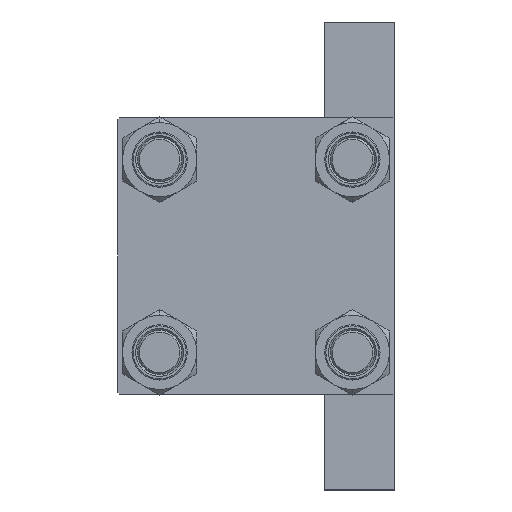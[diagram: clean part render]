
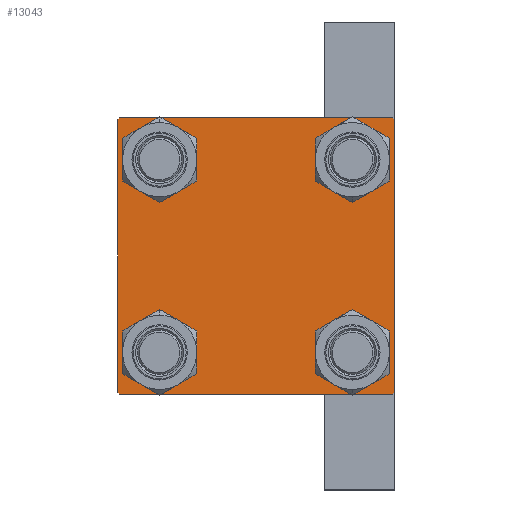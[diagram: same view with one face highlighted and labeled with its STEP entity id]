
A CAD part, left-side view. The second image highlights one B-rep face of the part: STEP entity #13043.
In plain terms, the highlighted planar face has unit normal (-1, 0, 0).
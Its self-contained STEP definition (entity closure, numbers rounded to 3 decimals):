
#152 = CIRCLE ( 'NONE', #6763, 6.5 ) ;
#812 = AXIS2_PLACEMENT_3D ( 'NONE', #7449, #3317, #50006 ) ;
#1078 = ORIENTED_EDGE ( 'NONE', *, *, #38108, .T. ) ;
#1523 = VECTOR ( 'NONE', #43692, 1000. ) ;
#1659 = EDGE_CURVE ( 'NONE', #32882, #7568, #45511, .T. ) ;
#1922 = ORIENTED_EDGE ( 'NONE', *, *, #1659, .T. ) ;
#2268 = EDGE_CURVE ( 'NONE', #22994, #45317, #42099, .T. ) ;
#2900 = DIRECTION ( 'NONE',  ( 1., 0., 0. ) ) ;
#3020 = CARTESIAN_POINT ( 'NONE',  ( 0., -26.15, 32.65 ) ) ;
#3059 = VERTEX_POINT ( 'NONE', #23333 ) ;
#3212 = FACE_BOUND ( 'NONE', #28762, .T. ) ;
#3317 = DIRECTION ( 'NONE',  ( 1., 0., 0. ) ) ;
#3513 = CARTESIAN_POINT ( 'NONE',  ( 0., -37.25, -37.25 ) ) ;
#4333 = AXIS2_PLACEMENT_3D ( 'NONE', #10669, #50606, #34545 ) ;
#6419 = DIRECTION ( 'NONE',  ( 0., 0., 1. ) ) ;
#6763 = AXIS2_PLACEMENT_3D ( 'NONE', #6778, #2900, #18708 ) ;
#6778 = CARTESIAN_POINT ( 'NONE',  ( 0., -26.15, 26.15 ) ) ;
#7005 = EDGE_CURVE ( 'NONE', #48012, #50542, #45412, .T. ) ;
#7097 = FACE_OUTER_BOUND ( 'NONE', #46982, .T. ) ;
#7449 = CARTESIAN_POINT ( 'NONE',  ( 0., -26.15, 26.15 ) ) ;
#7537 = CARTESIAN_POINT ( 'NONE',  ( 0., 26.15, 26.15 ) ) ;
#7568 = VERTEX_POINT ( 'NONE', #39352 ) ;
#7618 = ORIENTED_EDGE ( 'NONE', *, *, #40992, .T. ) ;
#7716 = EDGE_LOOP ( 'NONE', ( #29151, #7618 ) ) ;
#8437 = DIRECTION ( 'NONE',  ( 1., 0., 0. ) ) ;
#8697 = VERTEX_POINT ( 'NONE', #43756 ) ;
#8734 = LINE ( 'NONE', #36487, #35486 ) ;
#9567 = ORIENTED_EDGE ( 'NONE', *, *, #43191, .F. ) ;
#10045 = DIRECTION ( 'NONE',  ( 1., 0., 0. ) ) ;
#10336 = VERTEX_POINT ( 'NONE', #49796 ) ;
#10589 = EDGE_CURVE ( 'NONE', #8697, #48730, #40779, .T. ) ;
#10669 = CARTESIAN_POINT ( 'NONE',  ( 0., 26.15, -26.15 ) ) ;
#10865 = CARTESIAN_POINT ( 'NONE',  ( 0., -37.5, -37. ) ) ;
#11151 = VERTEX_POINT ( 'NONE', #45156 ) ;
#11338 = AXIS2_PLACEMENT_3D ( 'NONE', #7537, #23360, #19729 ) ;
#11461 = CARTESIAN_POINT ( 'NONE',  ( 0., 37.5, 37.5 ) ) ;
#11561 = DIRECTION ( 'NONE',  ( 0., 0., -1. ) ) ;
#12073 = CARTESIAN_POINT ( 'NONE',  ( 0., -26.15, -26.15 ) ) ;
#12687 = EDGE_CURVE ( 'NONE', #15106, #10336, #13926, .T. ) ;
#13043 = ADVANCED_FACE ( 'NONE', ( #29692, #42629, #34593, #3212, #7097 ), #29941, .T. ) ;
#13674 = DIRECTION ( 'NONE',  ( 0., 0.707, 0.707 ) ) ;
#13926 = LINE ( 'NONE', #36507, #32547 ) ;
#14328 = DIRECTION ( 'NONE',  ( 1., 0., 0. ) ) ;
#14350 = CARTESIAN_POINT ( 'NONE',  ( 0., 37.25, 37.25 ) ) ;
#15103 = VERTEX_POINT ( 'NONE', #33519 ) ;
#15106 = VERTEX_POINT ( 'NONE', #30124 ) ;
#15673 = CARTESIAN_POINT ( 'NONE',  ( 0., 37.25, -37.25 ) ) ;
#17527 = EDGE_CURVE ( 'NONE', #18409, #11151, #41686, .T. ) ;
#17979 = CIRCLE ( 'NONE', #20459, 6.5 ) ;
#17991 = DIRECTION ( 'NONE',  ( 0., 0.707, -0.707 ) ) ;
#18007 = CARTESIAN_POINT ( 'NONE',  ( 0., 0., 0. ) ) ;
#18409 = VERTEX_POINT ( 'NONE', #49739 ) ;
#18471 = AXIS2_PLACEMENT_3D ( 'NONE', #46848, #46334, #27137 ) ;
#18708 = DIRECTION ( 'NONE',  ( 0., 0., 1. ) ) ;
#19399 = CIRCLE ( 'NONE', #30176, 6.5 ) ;
#19729 = DIRECTION ( 'NONE',  ( 0., 0., 1. ) ) ;
#20459 = AXIS2_PLACEMENT_3D ( 'NONE', #12073, #8437, #27898 ) ;
#20721 = ORIENTED_EDGE ( 'NONE', *, *, #26039, .T. ) ;
#21461 = VERTEX_POINT ( 'NONE', #10865 ) ;
#21807 = CARTESIAN_POINT ( 'NONE',  ( 0., 26.15, 19.65 ) ) ;
#21886 = CARTESIAN_POINT ( 'NONE',  ( 0., -37., -37.5 ) ) ;
#22154 = ORIENTED_EDGE ( 'NONE', *, *, #37764, .T. ) ;
#22724 = EDGE_LOOP ( 'NONE', ( #1922, #20721 ) ) ;
#22730 = LINE ( 'NONE', #23502, #30317 ) ;
#22972 = ORIENTED_EDGE ( 'NONE', *, *, #40564, .T. ) ;
#22994 = VERTEX_POINT ( 'NONE', #42480 ) ;
#23068 = ORIENTED_EDGE ( 'NONE', *, *, #2268, .T. ) ;
#23329 = ORIENTED_EDGE ( 'NONE', *, *, #10589, .T. ) ;
#23333 = CARTESIAN_POINT ( 'NONE',  ( 0., -26.15, -19.65 ) ) ;
#23360 = DIRECTION ( 'NONE',  ( 1., 0., 0. ) ) ;
#23399 = ORIENTED_EDGE ( 'NONE', *, *, #26712, .T. ) ;
#23502 = CARTESIAN_POINT ( 'NONE',  ( 0., -37.5, 37.5 ) ) ;
#24814 = DIRECTION ( 'NONE',  ( 0., -1., 0. ) ) ;
#25457 = CARTESIAN_POINT ( 'NONE',  ( 0., 37.5, -37.5 ) ) ;
#26039 = EDGE_CURVE ( 'NONE', #7568, #32882, #152, .T. ) ;
#26712 = EDGE_CURVE ( 'NONE', #11151, #18409, #46555, .T. ) ;
#26970 = VECTOR ( 'NONE', #43104, 1000. ) ;
#27137 = DIRECTION ( 'NONE',  ( 0., 0., 1. ) ) ;
#27359 = VECTOR ( 'NONE', #42031, 1000. ) ;
#27787 = VECTOR ( 'NONE', #39276, 1000. ) ;
#27874 = LINE ( 'NONE', #3513, #1523 ) ;
#27898 = DIRECTION ( 'NONE',  ( 0., 0., 1. ) ) ;
#28754 = CIRCLE ( 'NONE', #11338, 6.5 ) ;
#28762 = EDGE_LOOP ( 'NONE', ( #23329, #22972 ) ) ;
#29151 = ORIENTED_EDGE ( 'NONE', *, *, #47666, .T. ) ;
#29692 = FACE_BOUND ( 'NONE', #22724, .T. ) ;
#29941 = PLANE ( 'NONE',  #39993 ) ;
#30124 = CARTESIAN_POINT ( 'NONE',  ( 0., -37.5, 37. ) ) ;
#30176 = AXIS2_PLACEMENT_3D ( 'NONE', #45711, #14328, #37692 ) ;
#30317 = VECTOR ( 'NONE', #11561, 1000. ) ;
#30979 = LINE ( 'NONE', #15673, #27787 ) ;
#31664 = AXIS2_PLACEMENT_3D ( 'NONE', #41954, #10045, #6419 ) ;
#31895 = VERTEX_POINT ( 'NONE', #48877 ) ;
#32547 = VECTOR ( 'NONE', #13674, 1000. ) ;
#32632 = ORIENTED_EDGE ( 'NONE', *, *, #43489, .T. ) ;
#32882 = VERTEX_POINT ( 'NONE', #3020 ) ;
#33519 = CARTESIAN_POINT ( 'NONE',  ( 0., 37.5, -37. ) ) ;
#33597 = ORIENTED_EDGE ( 'NONE', *, *, #17527, .T. ) ;
#34545 = DIRECTION ( 'NONE',  ( 0., 0., 1. ) ) ;
#34593 = FACE_BOUND ( 'NONE', #49468, .T. ) ;
#34646 = EDGE_CURVE ( 'NONE', #15106, #21461, #22730, .T. ) ;
#35008 = CARTESIAN_POINT ( 'NONE',  ( 0., 37.5, 37. ) ) ;
#35486 = VECTOR ( 'NONE', #24814, 1000. ) ;
#35864 = ORIENTED_EDGE ( 'NONE', *, *, #7005, .T. ) ;
#36487 = CARTESIAN_POINT ( 'NONE',  ( 0., 37.5, 37.5 ) ) ;
#36507 = CARTESIAN_POINT ( 'NONE',  ( 0., -37.25, 37.25 ) ) ;
#37692 = DIRECTION ( 'NONE',  ( 0., 0., 1. ) ) ;
#37764 = EDGE_CURVE ( 'NONE', #15103, #48012, #30979, .T. ) ;
#38108 = EDGE_CURVE ( 'NONE', #45317, #15103, #46480, .T. ) ;
#38877 = VECTOR ( 'NONE', #17991, 1000. ) ;
#39276 = DIRECTION ( 'NONE',  ( 0., -0.707, -0.707 ) ) ;
#39352 = CARTESIAN_POINT ( 'NONE',  ( 0., -26.15, 19.65 ) ) ;
#39993 = AXIS2_PLACEMENT_3D ( 'NONE', #18007, #45752, #45500 ) ;
#40564 = EDGE_CURVE ( 'NONE', #48730, #8697, #28754, .T. ) ;
#40779 = CIRCLE ( 'NONE', #31664, 6.5 ) ;
#40992 = EDGE_CURVE ( 'NONE', #31895, #3059, #17979, .T. ) ;
#41686 = CIRCLE ( 'NONE', #18471, 6.5 ) ;
#41954 = CARTESIAN_POINT ( 'NONE',  ( 0., 26.15, 26.15 ) ) ;
#42031 = DIRECTION ( 'NONE',  ( 0., -1., 0. ) ) ;
#42099 = LINE ( 'NONE', #14350, #38877 ) ;
#42480 = CARTESIAN_POINT ( 'NONE',  ( 0., 37., 37.5 ) ) ;
#42629 = FACE_BOUND ( 'NONE', #7716, .T. ) ;
#43104 = DIRECTION ( 'NONE',  ( 0., 0., -1. ) ) ;
#43191 = EDGE_CURVE ( 'NONE', #22994, #10336, #8734, .T. ) ;
#43489 = EDGE_CURVE ( 'NONE', #50542, #21461, #27874, .T. ) ;
#43692 = DIRECTION ( 'NONE',  ( 0., -0.707, 0.707 ) ) ;
#43756 = CARTESIAN_POINT ( 'NONE',  ( 0., 26.15, 32.65 ) ) ;
#44315 = CARTESIAN_POINT ( 'NONE',  ( 0., 37., -37.5 ) ) ;
#45156 = CARTESIAN_POINT ( 'NONE',  ( 0., 26.15, -32.65 ) ) ;
#45317 = VERTEX_POINT ( 'NONE', #35008 ) ;
#45412 = LINE ( 'NONE', #25457, #27359 ) ;
#45500 = DIRECTION ( 'NONE',  ( 0., 0., 1. ) ) ;
#45511 = CIRCLE ( 'NONE', #812, 6.5 ) ;
#45581 = ORIENTED_EDGE ( 'NONE', *, *, #12687, .T. ) ;
#45711 = CARTESIAN_POINT ( 'NONE',  ( 0., -26.15, -26.15 ) ) ;
#45752 = DIRECTION ( 'NONE',  ( -1., 0., 0. ) ) ;
#46334 = DIRECTION ( 'NONE',  ( 1., 0., 0. ) ) ;
#46480 = LINE ( 'NONE', #11461, #26970 ) ;
#46555 = CIRCLE ( 'NONE', #4333, 6.5 ) ;
#46848 = CARTESIAN_POINT ( 'NONE',  ( 0., 26.15, -26.15 ) ) ;
#46982 = EDGE_LOOP ( 'NONE', ( #1078, #22154, #35864, #32632, #49488, #45581, #9567, #23068 ) ) ;
#47666 = EDGE_CURVE ( 'NONE', #3059, #31895, #19399, .T. ) ;
#48012 = VERTEX_POINT ( 'NONE', #44315 ) ;
#48730 = VERTEX_POINT ( 'NONE', #21807 ) ;
#48877 = CARTESIAN_POINT ( 'NONE',  ( 0., -26.15, -32.65 ) ) ;
#49468 = EDGE_LOOP ( 'NONE', ( #33597, #23399 ) ) ;
#49488 = ORIENTED_EDGE ( 'NONE', *, *, #34646, .F. ) ;
#49739 = CARTESIAN_POINT ( 'NONE',  ( 0., 26.15, -19.65 ) ) ;
#49796 = CARTESIAN_POINT ( 'NONE',  ( 0., -37., 37.5 ) ) ;
#50006 = DIRECTION ( 'NONE',  ( 0., 0., 1. ) ) ;
#50542 = VERTEX_POINT ( 'NONE', #21886 ) ;
#50606 = DIRECTION ( 'NONE',  ( 1., 0., 0. ) ) ;
